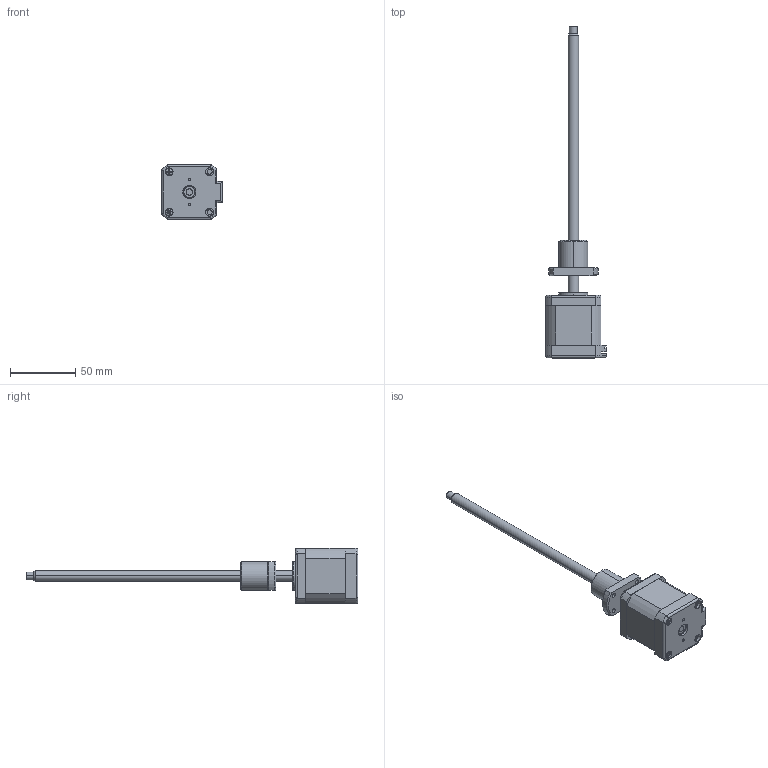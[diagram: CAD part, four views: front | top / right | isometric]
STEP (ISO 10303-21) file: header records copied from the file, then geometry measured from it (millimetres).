
FILE_DESCRIPTION (( 'STEP AP203' ), '1' );
FILE_NAME ('BE176S-B0805-200-BU1-S-200.STEP', '2019-04-11T05:56:26', ( 'Sky123.Org' ), ( 'Sky123.Org' ), 'SwSTEP 2.0', 'SolidWorks 2014', '' );
FILE_SCHEMA (( 'CONFIG_CONTROL_DESIGN' ));
Length unit declared in the file: millimetre
Products named in the file (1): BE176S-B0805-200-BU1-S-200
Bounding box: 46.2 x 253.8 x 42.2 mm (x, y, z)
Surface area: 26119.4 mm2 (no closed solid volume)
Topology: 0 solids, 15 shells, 266 faces, 896 edges, 631 vertices
Faces by surface type: plane 130, cylinder 88, cone 32, torus 12, sphere 4
Entity records: 10184 total; most frequent: CARTESIAN_POINT 2313, DIRECTION 1611, ORIENTED_EDGE 1486, EDGE_CURVE 896, VERTEX_POINT 631, VECTOR 549, LINE 549, AXIS2_PLACEMENT_3D 531
